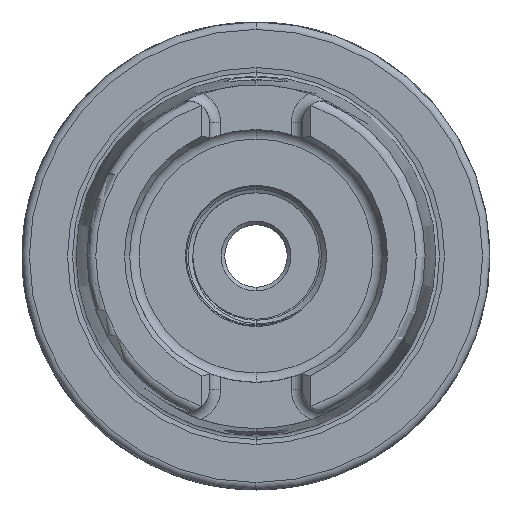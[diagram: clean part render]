
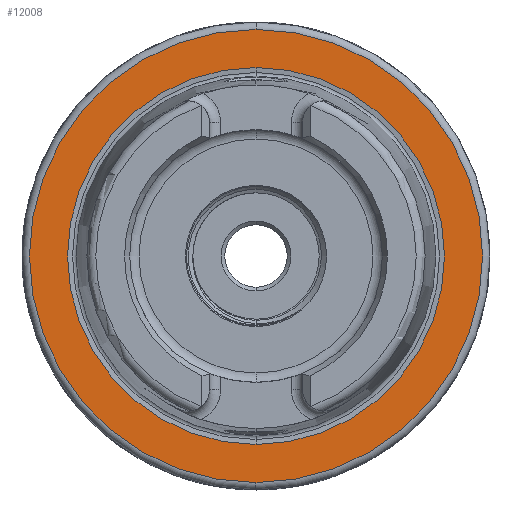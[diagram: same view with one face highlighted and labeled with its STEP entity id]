
A CAD part, left-side view. The second image highlights one B-rep face of the part: STEP entity #12008.
In plain terms, the highlighted planar face has unit normal (-1, 0, 0).
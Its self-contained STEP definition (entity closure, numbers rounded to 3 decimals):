
#1730 = CARTESIAN_POINT ( 'NONE',  ( 0., 0., 0. ) ) ;
#1780 = DIRECTION ( 'NONE',  ( -1., 0., 0. ) ) ;
#1785 = DIRECTION ( 'NONE',  ( 0., 0., 1. ) ) ;
#1861 = CARTESIAN_POINT ( 'NONE',  ( 0., 0., 0. ) ) ;
#1877 = DIRECTION ( 'NONE',  ( 0., 0., -1. ) ) ;
#1878 = DIRECTION ( 'NONE',  ( 1., 0., 0. ) ) ;
#4515 = CARTESIAN_POINT ( 'NONE',  ( 0., 0., -25.369 ) ) ;
#4526 = CARTESIAN_POINT ( 'NONE',  ( 0., 0., 30.5 ) ) ;
#4557 = CARTESIAN_POINT ( 'NONE',  ( 0., 0., -30.5 ) ) ;
#4590 = CARTESIAN_POINT ( 'NONE',  ( 0., 0., 25.369 ) ) ;
#5896 = FACE_OUTER_BOUND ( 'NONE', #18211, .T. ) ;
#5931 = FACE_BOUND ( 'NONE', #18206, .T. ) ;
#5961 = CIRCLE ( 'NONE', #13884, 25.369 ) ;
#6069 = CIRCLE ( 'NONE', #13891, 30.5 ) ;
#6140 = CIRCLE ( 'NONE', #13949, 25.369 ) ;
#6204 = CIRCLE ( 'NONE', #13928, 30.5 ) ;
#8041 = DIRECTION ( 'NONE',  ( -1., 0., 0. ) ) ;
#8042 = DIRECTION ( 'NONE',  ( 0., 0., 1. ) ) ;
#8051 = CARTESIAN_POINT ( 'NONE',  ( 0., 0., 0. ) ) ;
#12008 = ADVANCED_FACE ( 'NONE', ( #5896, #5931 ), #22305, .T. ) ;
#12887 = DIRECTION ( 'NONE',  ( 1., 0., 0. ) ) ;
#12908 = CARTESIAN_POINT ( 'NONE',  ( 0., 0., 0. ) ) ;
#12909 = DIRECTION ( 'NONE',  ( 0., 0., -1. ) ) ;
#13868 = AXIS2_PLACEMENT_3D ( 'NONE', #22269, #22311, #22306 ) ;
#13884 = AXIS2_PLACEMENT_3D ( 'NONE', #12908, #12887, #12909 ) ;
#13891 = AXIS2_PLACEMENT_3D ( 'NONE', #8051, #8041, #8042 ) ;
#13928 = AXIS2_PLACEMENT_3D ( 'NONE', #1730, #1780, #1785 ) ;
#13949 = AXIS2_PLACEMENT_3D ( 'NONE', #1861, #1878, #1877 ) ;
#18206 = EDGE_LOOP ( 'NONE', ( #28002, #27998 ) ) ;
#18211 = EDGE_LOOP ( 'NONE', ( #28033, #28008 ) ) ;
#18976 = EDGE_CURVE ( 'NONE', #23320, #23279, #5961, .T. ) ;
#19029 = EDGE_CURVE ( 'NONE', #23285, #23313, #6069, .T. ) ;
#19094 = EDGE_CURVE ( 'NONE', #23313, #23285, #6204, .T. ) ;
#19111 = EDGE_CURVE ( 'NONE', #23279, #23320, #6140, .T. ) ;
#22269 = CARTESIAN_POINT ( 'NONE',  ( 0., 25.369, 0. ) ) ;
#22305 = PLANE ( 'NONE',  #13868 ) ;
#22306 = DIRECTION ( 'NONE',  ( 0., 0., 1. ) ) ;
#22311 = DIRECTION ( 'NONE',  ( -1., 0., 0. ) ) ;
#23279 = VERTEX_POINT ( 'NONE', #4515 ) ;
#23285 = VERTEX_POINT ( 'NONE', #4526 ) ;
#23313 = VERTEX_POINT ( 'NONE', #4557 ) ;
#23320 = VERTEX_POINT ( 'NONE', #4590 ) ;
#27998 = ORIENTED_EDGE ( 'NONE', *, *, #19111, .T. ) ;
#28002 = ORIENTED_EDGE ( 'NONE', *, *, #18976, .T. ) ;
#28008 = ORIENTED_EDGE ( 'NONE', *, *, #19094, .T. ) ;
#28033 = ORIENTED_EDGE ( 'NONE', *, *, #19029, .T. ) ;
